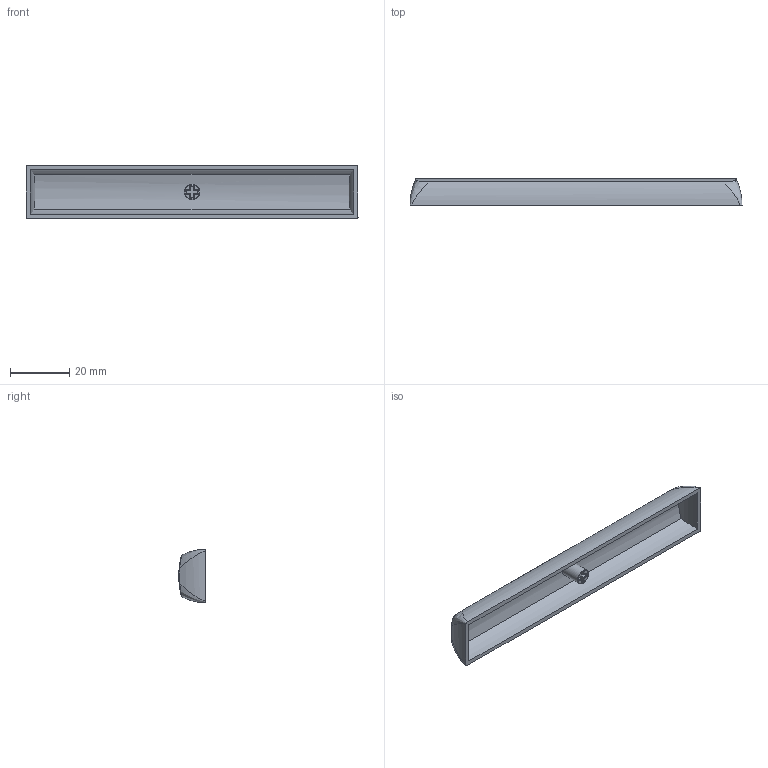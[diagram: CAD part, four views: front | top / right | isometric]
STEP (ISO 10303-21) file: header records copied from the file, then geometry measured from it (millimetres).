
FILE_DESCRIPTION(/* description */ ('STEP AP242','CAx-IF Rec.Pracs.---Representation and Presentation of Product Manufacturing Information (PMI)---4.0---2014-10-13','CAx-IF Rec.Pracs.---3D Tessellated Geometry---0.4---2014-09-14','2;1'),/* implementation_level */ '2;1');
FILE_NAME(/* name */ '6750e4df39f4a952adec974e',/* time_stamp */ '2024-12-04T23:25:20Z',/* author */ (''),/* organization */ (''),/* preprocessor_version */ 'ST-DEVELOPER v20',/* originating_system */ 'ONSHAPE BY PTC INC, 1.190',/* authorisation */ ' ');
FILE_SCHEMA (('AP242_MANAGED_MODEL_BASED_3D_ENGINEERING_MIM_LF { 1 0 10303 442 1 1 4 }'));
Length unit declared in the file: metre
Products named in the file (1): Part 1
Bounding box: 112.5 x 9 x 18 mm (x, y, z)
Volume: 5107.9 mm3; surface area: 7306.3 mm2
Topology: 1 solids, 1 shells, 51 faces, 117 edges, 71 vertices
Faces by surface type: cylinder 26, plane 14, bspline 10, torus 1
Full cylindrical faces by diameter (mm): 5.2 x1
Entity records: 2387 total; most frequent: CARTESIAN_POINT 1328, ORIENTED_EDGE 230, DIRECTION 180, EDGE_CURVE 115, VERTEX_POINT 71, AXIS2_PLACEMENT_3D 62, LINE 56, VECTOR 56
